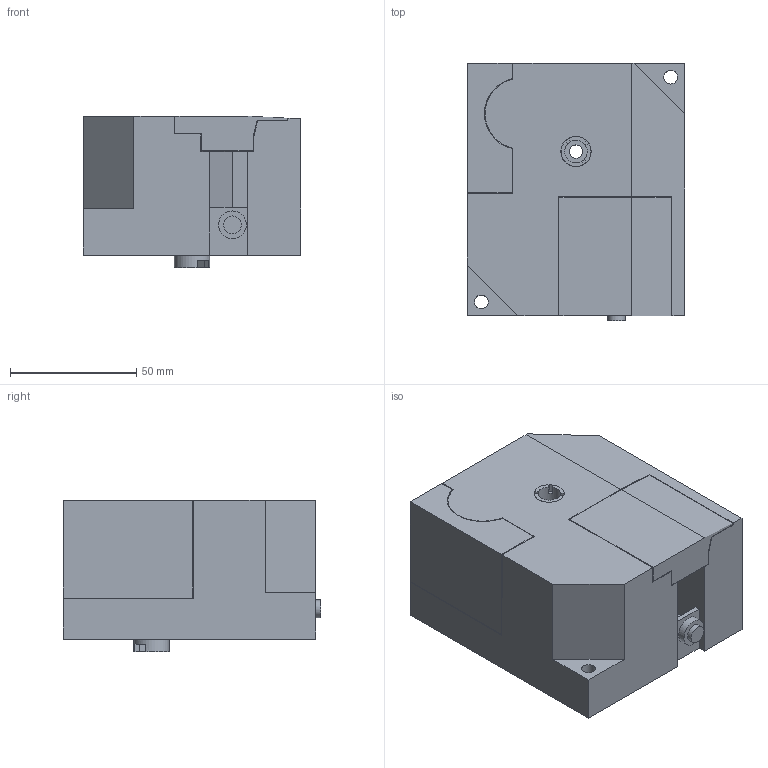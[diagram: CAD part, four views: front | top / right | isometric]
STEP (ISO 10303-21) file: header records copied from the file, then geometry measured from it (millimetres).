
FILE_DESCRIPTION(/* description */ (''),/* implementation_level */ '2;1');
FILE_NAME(/* name */ 'RAS_023042_00.stp',/* time_stamp */ '2012-10-17T15:02:42+02:00',/* author */ (''),/* organization */ (''),/* preprocessor_version */ 'ST-DEVELOPER v11',/* originating_system */ 'SIEMENS UGS NX 6.0',/* authorisation */ '');
FILE_SCHEMA (('AUTOMOTIVE_DESIGN { 1 0 10303 214 1 1 1 1 }'));
Length unit declared in the file: millimetre
Products named in the file (1): RAS-023042_00
Bounding box: 86 x 102 x 60 mm (x, y, z)
Volume: 444147.5 mm3; surface area: 42638.9 mm2
Topology: 1 solids, 1 shells, 122 faces, 356 edges, 284 vertices
Faces by surface type: plane 95, cylinder 17, bspline 9, cone 1
Full cylindrical faces by diameter (mm): 5.2 x1, 5.4 x2, 7 x2, 9 x1, 11 x1, 11.9 x1, 12 x1, 14 x1
Entity records: 13931 total; most frequent: CARTESIAN_POINT 10705, ORIENTED_EDGE 606, DIRECTION 579, EDGE_CURVE 303, LINE 257, VECTOR 257, VERTEX_POINT 201, AXIS2_PLACEMENT_3D 161
